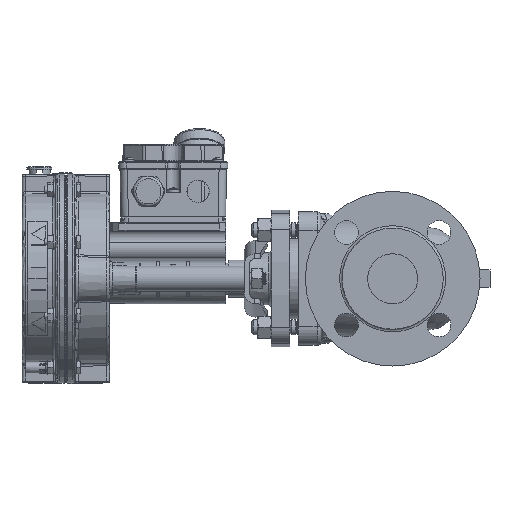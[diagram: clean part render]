
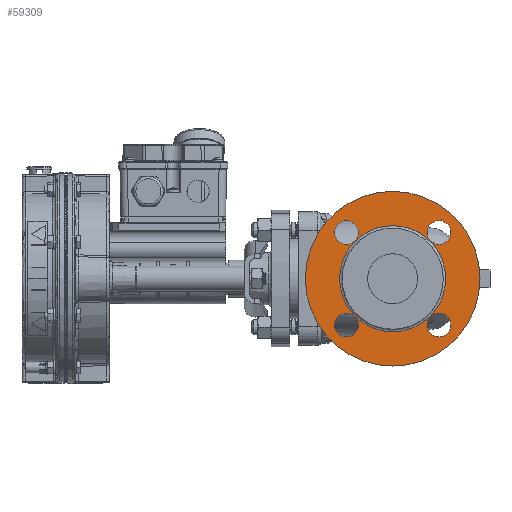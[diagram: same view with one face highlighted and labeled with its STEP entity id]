
A CAD part, left-side view. The second image highlights one B-rep face of the part: STEP entity #59309.
In plain terms, the highlighted planar face has unit normal (-1, 0, 0).
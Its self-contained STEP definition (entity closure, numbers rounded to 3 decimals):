
#1741=CIRCLE('',#63222,42.5);
#1745=CIRCLE('',#63226,42.5);
#1746=CIRCLE('',#63228,70.);
#1747=CIRCLE('',#63229,70.);
#1748=CIRCLE('',#63230,9.5);
#1749=CIRCLE('',#63231,9.5);
#1750=CIRCLE('',#63232,9.5);
#1751=CIRCLE('',#63233,9.5);
#1752=CIRCLE('',#63234,9.5);
#1753=CIRCLE('',#63235,9.5);
#1754=CIRCLE('',#63236,9.5);
#1755=CIRCLE('',#63237,9.5);
#5159=PLANE('',#63227);
#6373=FACE_BOUND('',#11621,.T.);
#6374=FACE_BOUND('',#11622,.T.);
#6375=FACE_BOUND('',#11623,.T.);
#6376=FACE_BOUND('',#11624,.T.);
#6377=FACE_BOUND('',#11625,.T.);
#7918=FACE_OUTER_BOUND('',#11620,.T.);
#11620=EDGE_LOOP('',(#42174,#42175));
#11621=EDGE_LOOP('',(#42176,#42177));
#11622=EDGE_LOOP('',(#42178,#42179));
#11623=EDGE_LOOP('',(#42180,#42181));
#11624=EDGE_LOOP('',(#42182,#42183));
#11625=EDGE_LOOP('',(#42184,#42185));
#25237=VERTEX_POINT('',#98392);
#25238=VERTEX_POINT('',#98393);
#25241=VERTEX_POINT('',#98402);
#25242=VERTEX_POINT('',#98403);
#25243=VERTEX_POINT('',#98406);
#25244=VERTEX_POINT('',#98407);
#25245=VERTEX_POINT('',#98410);
#25246=VERTEX_POINT('',#98411);
#25247=VERTEX_POINT('',#98414);
#25248=VERTEX_POINT('',#98415);
#25249=VERTEX_POINT('',#98418);
#25250=VERTEX_POINT('',#98419);
#31529=EDGE_CURVE('',#25237,#25238,#1741,.T.);
#31533=EDGE_CURVE('',#25238,#25237,#1745,.T.);
#31534=EDGE_CURVE('',#25241,#25242,#1746,.T.);
#31535=EDGE_CURVE('',#25242,#25241,#1747,.T.);
#31536=EDGE_CURVE('',#25243,#25244,#1748,.T.);
#31537=EDGE_CURVE('',#25244,#25243,#1749,.T.);
#31538=EDGE_CURVE('',#25245,#25246,#1750,.T.);
#31539=EDGE_CURVE('',#25246,#25245,#1751,.T.);
#31540=EDGE_CURVE('',#25247,#25248,#1752,.T.);
#31541=EDGE_CURVE('',#25248,#25247,#1753,.T.);
#31542=EDGE_CURVE('',#25249,#25250,#1754,.T.);
#31543=EDGE_CURVE('',#25250,#25249,#1755,.T.);
#42174=ORIENTED_EDGE('',*,*,#31534,.F.);
#42175=ORIENTED_EDGE('',*,*,#31535,.F.);
#42176=ORIENTED_EDGE('',*,*,#31536,.T.);
#42177=ORIENTED_EDGE('',*,*,#31537,.T.);
#42178=ORIENTED_EDGE('',*,*,#31538,.T.);
#42179=ORIENTED_EDGE('',*,*,#31539,.T.);
#42180=ORIENTED_EDGE('',*,*,#31540,.T.);
#42181=ORIENTED_EDGE('',*,*,#31541,.T.);
#42182=ORIENTED_EDGE('',*,*,#31542,.T.);
#42183=ORIENTED_EDGE('',*,*,#31543,.T.);
#42184=ORIENTED_EDGE('',*,*,#31529,.F.);
#42185=ORIENTED_EDGE('',*,*,#31533,.F.);
#59309=ADVANCED_FACE('',(#7918,#6373,#6374,#6375,#6376,#6377),#5159,.T.);
#63222=AXIS2_PLACEMENT_3D('',#98394,#70959,#70960);
#63226=AXIS2_PLACEMENT_3D('',#98400,#70967,#70968);
#63227=AXIS2_PLACEMENT_3D('',#98401,#70969,#70970);
#63228=AXIS2_PLACEMENT_3D('',#98404,#70971,#70972);
#63229=AXIS2_PLACEMENT_3D('',#98405,#70973,#70974);
#63230=AXIS2_PLACEMENT_3D('',#98408,#70975,#70976);
#63231=AXIS2_PLACEMENT_3D('',#98409,#70977,#70978);
#63232=AXIS2_PLACEMENT_3D('',#98412,#70979,#70980);
#63233=AXIS2_PLACEMENT_3D('',#98413,#70981,#70982);
#63234=AXIS2_PLACEMENT_3D('',#98416,#70983,#70984);
#63235=AXIS2_PLACEMENT_3D('',#98417,#70985,#70986);
#63236=AXIS2_PLACEMENT_3D('',#98420,#70987,#70988);
#63237=AXIS2_PLACEMENT_3D('',#98421,#70989,#70990);
#70959=DIRECTION('center_axis',(-1.,0.,0.));
#70960=DIRECTION('ref_axis',(0.,0.,-1.));
#70967=DIRECTION('center_axis',(-1.,0.,0.));
#70968=DIRECTION('ref_axis',(0.,0.,-1.));
#70969=DIRECTION('center_axis',(-1.,0.,0.));
#70970=DIRECTION('ref_axis',(0.,0.,1.));
#70971=DIRECTION('center_axis',(1.,0.,0.));
#70972=DIRECTION('ref_axis',(0.,0.,1.));
#70973=DIRECTION('center_axis',(1.,0.,0.));
#70974=DIRECTION('ref_axis',(0.,0.,1.));
#70975=DIRECTION('center_axis',(1.,0.,0.));
#70976=DIRECTION('ref_axis',(0.,0.,1.));
#70977=DIRECTION('center_axis',(1.,0.,0.));
#70978=DIRECTION('ref_axis',(0.,0.,1.));
#70979=DIRECTION('center_axis',(1.,0.,0.));
#70980=DIRECTION('ref_axis',(0.,0.,1.));
#70981=DIRECTION('center_axis',(1.,0.,0.));
#70982=DIRECTION('ref_axis',(0.,0.,1.));
#70983=DIRECTION('center_axis',(1.,0.,0.));
#70984=DIRECTION('ref_axis',(0.,0.,1.));
#70985=DIRECTION('center_axis',(1.,0.,0.));
#70986=DIRECTION('ref_axis',(0.,0.,1.));
#70987=DIRECTION('center_axis',(1.,0.,0.));
#70988=DIRECTION('ref_axis',(0.,0.,1.));
#70989=DIRECTION('center_axis',(1.,0.,0.));
#70990=DIRECTION('ref_axis',(0.,0.,1.));
#98392=CARTESIAN_POINT('',(-114.033,-2.867,42.5));
#98393=CARTESIAN_POINT('',(-114.033,-2.867,-42.5));
#98394=CARTESIAN_POINT('Origin',(-114.033,-2.867,0.));
#98400=CARTESIAN_POINT('Origin',(-114.033,-2.867,0.));
#98401=CARTESIAN_POINT('Origin',(-114.033,-2.867,0.));
#98402=CARTESIAN_POINT('',(-114.033,-2.867,70.));
#98403=CARTESIAN_POINT('',(-114.033,-2.867,-70.));
#98404=CARTESIAN_POINT('Origin',(-114.033,-2.867,0.));
#98405=CARTESIAN_POINT('Origin',(-114.033,-2.867,0.));
#98406=CARTESIAN_POINT('',(-114.033,34.256,-27.623));
#98407=CARTESIAN_POINT('',(-114.033,34.256,-46.623));
#98408=CARTESIAN_POINT('Origin',(-114.033,34.256,-37.123));
#98409=CARTESIAN_POINT('Origin',(-114.033,34.256,-37.123));
#98410=CARTESIAN_POINT('',(-114.033,-39.99,46.623));
#98411=CARTESIAN_POINT('',(-114.033,-39.99,27.623));
#98412=CARTESIAN_POINT('Origin',(-114.033,-39.99,37.123));
#98413=CARTESIAN_POINT('Origin',(-114.033,-39.99,37.123));
#98414=CARTESIAN_POINT('',(-114.033,34.256,46.623));
#98415=CARTESIAN_POINT('',(-114.033,34.256,27.623));
#98416=CARTESIAN_POINT('Origin',(-114.033,34.256,37.123));
#98417=CARTESIAN_POINT('Origin',(-114.033,34.256,37.123));
#98418=CARTESIAN_POINT('',(-114.033,-39.99,-27.623));
#98419=CARTESIAN_POINT('',(-114.033,-39.99,-46.623));
#98420=CARTESIAN_POINT('Origin',(-114.033,-39.99,-37.123));
#98421=CARTESIAN_POINT('Origin',(-114.033,-39.99,-37.123));
